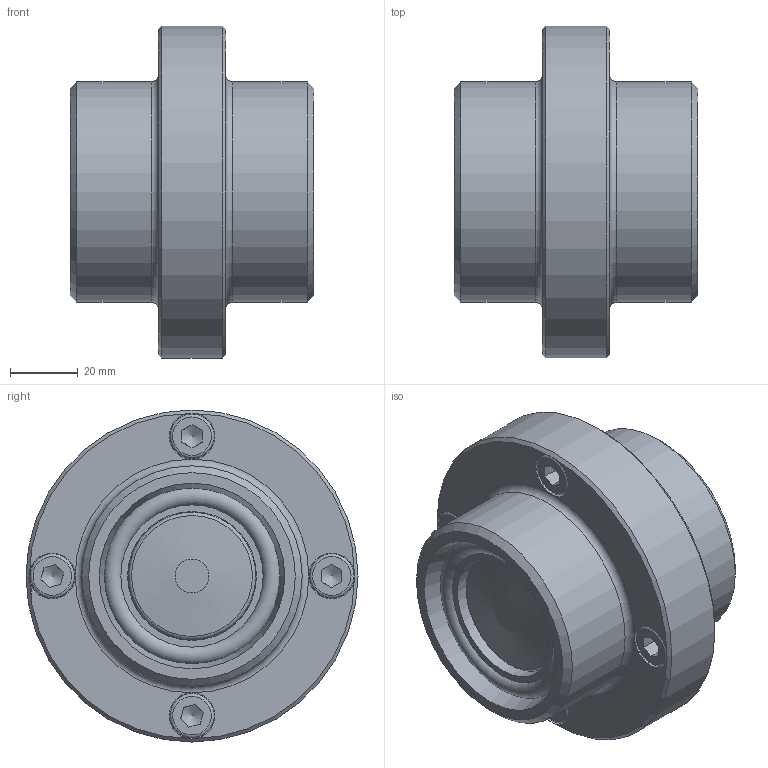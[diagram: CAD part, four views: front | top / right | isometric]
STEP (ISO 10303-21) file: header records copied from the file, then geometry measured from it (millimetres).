
FILE_DESCRIPTION(/* description */ (''),/* implementation_level */ '2;1');
FILE_NAME(/* name */ '68110040.stp',/* time_stamp */ '2016-03-18T11:22:18+01:00',/* author */ ('Struska'),/* organization */ ('BUPOSPOL'),/* preprocessor_version */ 'ST-DEVELOPER v15.6',/* originating_system */ 'Autodesk Inventor 2015',/* authorisation */ '');
FILE_SCHEMA (('CONFIG_CONTROL_DESIGN'));
Length unit declared in the file: millimetre
Products named in the file (1): 68110040
Bounding box: 72 x 98 x 98 mm (x, y, z)
Volume: 187730.7 mm3; surface area: 55539.5 mm2
Topology: 1 solids, 6 shells, 180 faces, 423 edges, 268 vertices
Faces by surface type: plane 69, cylinder 53, cone 28, torus 19, bspline 11
Full cylindrical faces by diameter (mm): 6.647 x4, 8 x6, 8.5 x4, 11 x1, 11.5 x2, 13 x4, 13.5 x4, 37.5 x1, 38 x2, 42 x2, 47.071 x1, 61 x1, 65 x2, 98 x1
Entity records: 9009 total; most frequent: CARTESIAN_POINT 5164, DIRECTION 786, ORIENTED_EDGE 616, AXIS2_PLACEMENT_3D 350, EDGE_CURVE 307, EDGE_LOOP 293, VERTEX_POINT 234, STYLED_ITEM 181
